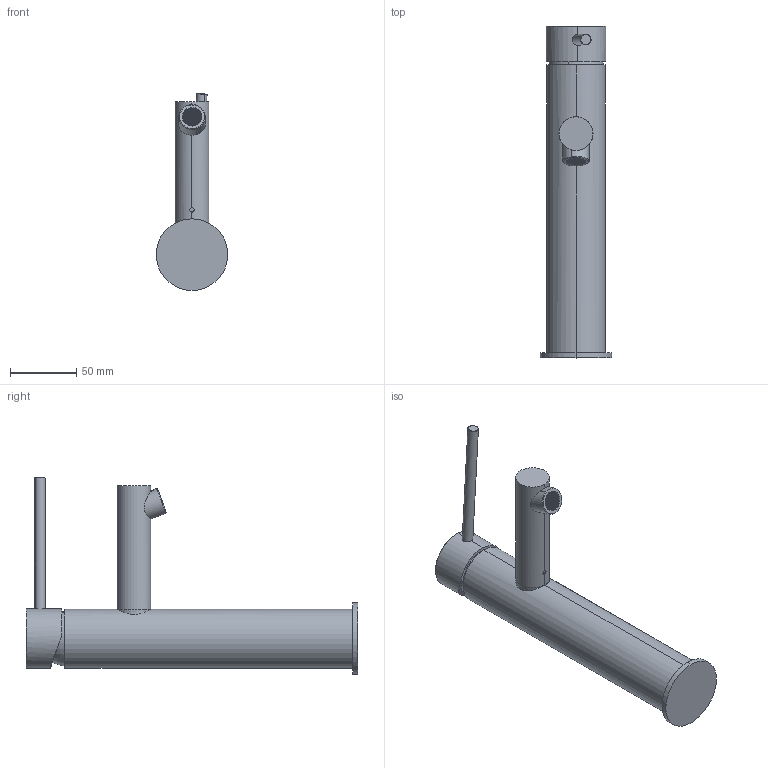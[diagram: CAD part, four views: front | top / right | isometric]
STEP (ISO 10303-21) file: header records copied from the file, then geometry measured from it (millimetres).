
FILE_DESCRIPTION (( 'STEP AP214' ), '1' );
FILE_NAME ('SMBM100PC_shell.STEP', '2018-10-08T02:41:14', ( 'khoa' ), ( '' ), 'SwSTEP 2.0', 'SolidWorks 2016', '' );
FILE_SCHEMA (( 'AUTOMOTIVE_DESIGN' ));
Length unit declared in the file: millimetre
Products named in the file (2): SMBM100PC_shell
Bounding box: 54 x 250.3 x 148.5 mm (x, y, z)
Volume: 440691.3 mm3; surface area: 62145.6 mm2
Topology: 4 solids, 4 shells, 1850 faces, 5653 edges, 3758 vertices
Faces by surface type: plane 1789, cylinder 41, cone 16, torus 4
Entity records: 84062 total; most frequent: CARTESIAN_POINT 11753, ORIENTED_EDGE 11306, DIRECTION 9547, EDGE_CURVE 5653, VECTOR 5417, LINE 5417, VERTEX_POINT 3758, EDGE_LOOP 2421
